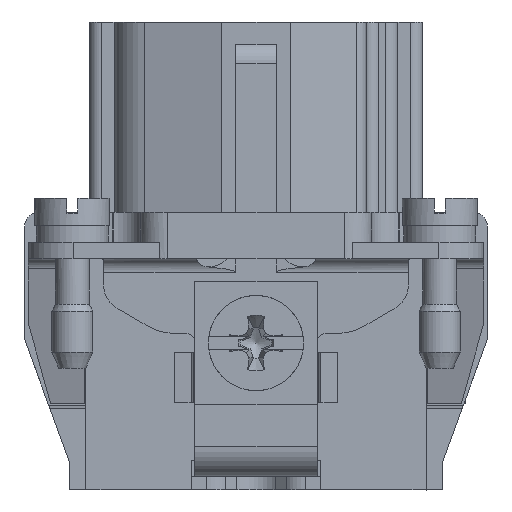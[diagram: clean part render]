
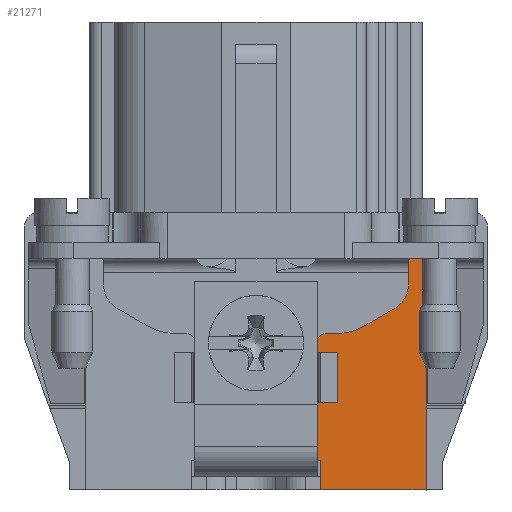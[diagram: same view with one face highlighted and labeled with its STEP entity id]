
A CAD part, left-side view. The second image highlights one B-rep face of the part: STEP entity #21271.
In plain terms, the highlighted planar face has unit normal (-1, 0, 0).
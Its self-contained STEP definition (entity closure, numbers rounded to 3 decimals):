
#18738=FACE_OUTER_BOUND('',#26607,.T.);
#21271=ADVANCED_FACE('',(#18738),#24106,.T.);
#24106=PLANE('',#72643);
#26607=EDGE_LOOP('',(#30036,#30037,#30038,#30039,#30040,#30041,#30042,#30043,
#30044,#30045,#30046,#30047,#30048,#30049));
#30036=ORIENTED_EDGE('',*,*,#50076,.T.);
#30037=ORIENTED_EDGE('',*,*,#50077,.T.);
#30038=ORIENTED_EDGE('',*,*,#50078,.T.);
#30039=ORIENTED_EDGE('',*,*,#50079,.T.);
#30040=ORIENTED_EDGE('',*,*,#49836,.F.);
#30041=ORIENTED_EDGE('',*,*,#50080,.T.);
#30042=ORIENTED_EDGE('',*,*,#50081,.T.);
#30043=ORIENTED_EDGE('',*,*,#50082,.T.);
#30044=ORIENTED_EDGE('',*,*,#50083,.T.);
#30045=ORIENTED_EDGE('',*,*,#50084,.T.);
#30046=ORIENTED_EDGE('',*,*,#50085,.T.);
#30047=ORIENTED_EDGE('',*,*,#50086,.T.);
#30048=ORIENTED_EDGE('',*,*,#50087,.T.);
#30049=ORIENTED_EDGE('',*,*,#50088,.T.);
#44854=VERTEX_POINT('',#88799);
#44855=VERTEX_POINT('',#88801);
#45092=VERTEX_POINT('',#89460);
#45093=VERTEX_POINT('',#89461);
#45094=VERTEX_POINT('',#89463);
#45095=VERTEX_POINT('',#89465);
#45096=VERTEX_POINT('',#89468);
#45097=VERTEX_POINT('',#89470);
#45098=VERTEX_POINT('',#89472);
#45099=VERTEX_POINT('',#89474);
#45100=VERTEX_POINT('',#89476);
#45101=VERTEX_POINT('',#89478);
#45102=VERTEX_POINT('',#89480);
#45103=VERTEX_POINT('',#89482);
#49836=EDGE_CURVE('',#44854,#44855,#60244,.T.);
#50076=EDGE_CURVE('',#45092,#45093,#60385,.T.);
#50077=EDGE_CURVE('',#45093,#45094,#60386,.T.);
#50078=EDGE_CURVE('',#45094,#45095,#60387,.T.);
#50079=EDGE_CURVE('',#45095,#44855,#60388,.T.);
#50080=EDGE_CURVE('',#44854,#45096,#60389,.T.);
#50081=EDGE_CURVE('',#45096,#45097,#60390,.T.);
#50082=EDGE_CURVE('',#45097,#45098,#60391,.T.);
#50083=EDGE_CURVE('',#45098,#45099,#58742,.T.);
#50084=EDGE_CURVE('',#45099,#45100,#60392,.T.);
#50085=EDGE_CURVE('',#45100,#45101,#58743,.T.);
#50086=EDGE_CURVE('',#45101,#45102,#60393,.T.);
#50087=EDGE_CURVE('',#45102,#45103,#58744,.T.);
#50088=EDGE_CURVE('',#45103,#45092,#60394,.T.);
#58742=CIRCLE('',#72640,2.);
#58743=CIRCLE('',#72641,4.);
#58744=CIRCLE('',#72642,0.6);
#60244=LINE('',#88800,#64883);
#60385=LINE('',#89459,#65024);
#60386=LINE('',#89462,#65025);
#60387=LINE('',#89464,#65026);
#60388=LINE('',#89466,#65027);
#60389=LINE('',#89467,#65028);
#60390=LINE('',#89469,#65029);
#60391=LINE('',#89471,#65030);
#60392=LINE('',#89475,#65031);
#60393=LINE('',#89479,#65032);
#60394=LINE('',#89483,#65033);
#64883=VECTOR('',#76261,1.);
#65024=VECTOR('',#76556,1.);
#65025=VECTOR('',#76557,1.);
#65026=VECTOR('',#76558,1.);
#65027=VECTOR('',#76559,1.);
#65028=VECTOR('',#76560,1.);
#65029=VECTOR('',#76561,1.);
#65030=VECTOR('',#76562,1.);
#65031=VECTOR('',#76565,1.);
#65032=VECTOR('',#76568,1.);
#65033=VECTOR('',#76571,1.);
#72640=AXIS2_PLACEMENT_3D('',#89473,#76563,#76564);
#72641=AXIS2_PLACEMENT_3D('',#89477,#76566,#76567);
#72642=AXIS2_PLACEMENT_3D('',#89481,#76569,#76570);
#72643=AXIS2_PLACEMENT_3D('',#89484,#76572,#76573);
#76261=DIRECTION('',(0.,1.,0.));
#76556=DIRECTION('',(0.,0.,-1.));
#76557=DIRECTION('',(0.,0.,-1.));
#76558=DIRECTION('',(0.,-1.,0.));
#76559=DIRECTION('',(0.,0.,-1.));
#76560=DIRECTION('',(0.,0.,1.));
#76561=DIRECTION('',(0.,1.,0.));
#76562=DIRECTION('',(0.,0.,-1.));
#76563=DIRECTION('',(1.,0.,0.));
#76564=DIRECTION('',(0.,-1.,0.));
#76565=DIRECTION('',(0.,0.866,-0.5));
#76566=DIRECTION('',(1.,0.,0.));
#76567=DIRECTION('',(0.,-1.,0.));
#76568=DIRECTION('',(0.,1.,0.));
#76569=DIRECTION('',(-1.,0.,0.));
#76570=DIRECTION('',(0.,-1.,0.));
#76571=DIRECTION('',(0.,0.,-1.));
#76572=DIRECTION('',(-1.,0.,0.));
#76573=DIRECTION('',(0.,1.,0.));
#88799=CARTESIAN_POINT('',(-44.9,-12.5,-17.));
#88800=CARTESIAN_POINT('',(-44.9,-12.5,-17.));
#88801=CARTESIAN_POINT('',(-44.9,-4.75,-17.));
#89459=CARTESIAN_POINT('',(-44.9,-4.496,3.91));
#89460=CARTESIAN_POINT('',(-44.9,-4.499,-6.9));
#89461=CARTESIAN_POINT('',(-44.9,-4.499,-10.6));
#89462=CARTESIAN_POINT('',(-44.9,-4.5,3.91));
#89463=CARTESIAN_POINT('',(-44.9,-4.5,-14.8));
#89464=CARTESIAN_POINT('',(-44.9,4.75,-14.8));
#89465=CARTESIAN_POINT('',(-44.9,-4.75,-14.8));
#89466=CARTESIAN_POINT('',(-44.9,-4.75,-1.6));
#89467=CARTESIAN_POINT('',(-44.9,-12.5,-17.));
#89468=CARTESIAN_POINT('',(-44.9,-12.5,1.2));
#89469=CARTESIAN_POINT('',(-44.9,-12.5,1.2));
#89470=CARTESIAN_POINT('',(-44.9,-11.2,1.2));
#89471=CARTESIAN_POINT('',(-44.9,-11.2,3.91));
#89472=CARTESIAN_POINT('',(-44.9,-11.2,-1.92));
#89473=CARTESIAN_POINT('',(-44.9,-9.2,-1.92));
#89474=CARTESIAN_POINT('',(-44.9,-10.2,-3.652));
#89475=CARTESIAN_POINT('',(-44.9,-15.95,-0.333));
#89476=CARTESIAN_POINT('',(-44.9,-7.928,-4.964));
#89477=CARTESIAN_POINT('',(-44.9,-5.928,-1.5));
#89478=CARTESIAN_POINT('',(-44.9,-5.928,-5.5));
#89479=CARTESIAN_POINT('',(-44.9,-13.5,-5.5));
#89480=CARTESIAN_POINT('',(-44.9,-5.1,-5.5));
#89481=CARTESIAN_POINT('',(-44.9,-5.1,-6.1));
#89482=CARTESIAN_POINT('',(-44.9,-4.5,-6.1));
#89483=CARTESIAN_POINT('',(-44.9,-4.5,3.91));
#89484=CARTESIAN_POINT('',(-44.9,-13.5,3.91));
